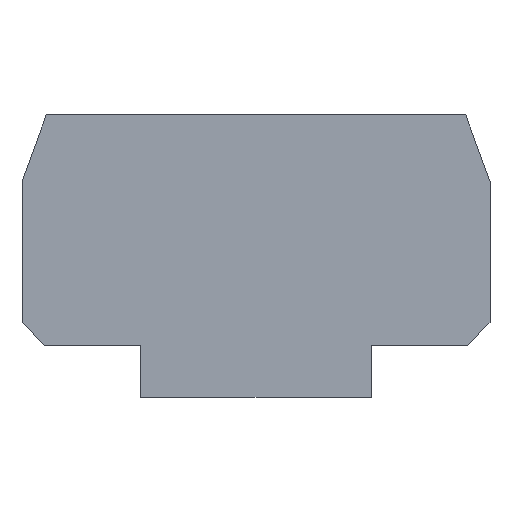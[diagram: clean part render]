
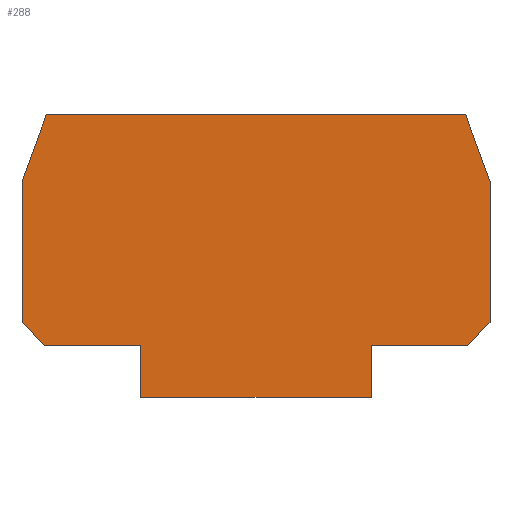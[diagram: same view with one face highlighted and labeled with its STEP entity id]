
A CAD part, top view. The second image highlights one B-rep face of the part: STEP entity #288.
In plain terms, the highlighted planar face has unit normal (0, 0, 1).
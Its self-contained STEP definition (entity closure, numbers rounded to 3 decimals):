
#9 = DIRECTION ( 'NONE',  ( 0., -1., 0. ) ) ;
#43 = VERTEX_POINT ( 'NONE', #762 ) ;
#74 = EDGE_LOOP ( 'NONE', ( #694, #537, #167, #835, #1017, #278, #500, #516, #598, #822, #378, #291 ) ) ;
#95 = VECTOR ( 'NONE', #904, 1000. ) ;
#102 = CARTESIAN_POINT ( 'NONE',  ( -15.5, 7., 1.5 ) ) ;
#113 = CARTESIAN_POINT ( 'NONE',  ( 28.5, 7., 1.5 ) ) ;
#140 = VECTOR ( 'NONE', #742, 1000. ) ;
#154 = CARTESIAN_POINT ( 'NONE',  ( -28.5, 7., 1.5 ) ) ;
#167 = ORIENTED_EDGE ( 'NONE', *, *, #385, .T. ) ;
#178 = DIRECTION ( 'NONE',  ( 0., 1., 0. ) ) ;
#179 = DIRECTION ( 'NONE',  ( 1., 0., 0. ) ) ;
#218 = LINE ( 'NONE', #1024, #328 ) ;
#246 = VERTEX_POINT ( 'NONE', #113 ) ;
#254 = CARTESIAN_POINT ( 'NONE',  ( -28.224, 38., 1.5 ) ) ;
#258 = LINE ( 'NONE', #254, #704 ) ;
#265 = LINE ( 'NONE', #1074, #974 ) ;
#278 = ORIENTED_EDGE ( 'NONE', *, *, #801, .T. ) ;
#283 = VERTEX_POINT ( 'NONE', #793 ) ;
#286 = DIRECTION ( 'NONE',  ( 0., 0., -1. ) ) ;
#288 = ADVANCED_FACE ( 'NONE', ( #918 ), #461, .F. ) ;
#291 = ORIENTED_EDGE ( 'NONE', *, *, #642, .T. ) ;
#326 = VECTOR ( 'NONE', #178, 1000. ) ;
#327 = EDGE_CURVE ( 'NONE', #728, #812, #655, .T. ) ;
#328 = VECTOR ( 'NONE', #179, 1000. ) ;
#332 = CARTESIAN_POINT ( 'NONE',  ( 31.5, 29., 1.5 ) ) ;
#336 = CARTESIAN_POINT ( 'NONE',  ( -31.5, 10., 1.5 ) ) ;
#344 = EDGE_CURVE ( 'NONE', #639, #246, #218, .T. ) ;
#347 = CARTESIAN_POINT ( 'NONE',  ( 28.224, 38., 1.5 ) ) ;
#378 = ORIENTED_EDGE ( 'NONE', *, *, #980, .T. ) ;
#384 = CARTESIAN_POINT ( 'NONE',  ( 15.5, 0., 1.5 ) ) ;
#385 = EDGE_CURVE ( 'NONE', #43, #728, #746, .T. ) ;
#392 = AXIS2_PLACEMENT_3D ( 'NONE', #880, #286, #548 ) ;
#414 = LINE ( 'NONE', #154, #869 ) ;
#418 = CARTESIAN_POINT ( 'NONE',  ( -15.5, 7., 1.5 ) ) ;
#427 = CARTESIAN_POINT ( 'NONE',  ( -15.5, 0., 1.5 ) ) ;
#461 = PLANE ( 'NONE',  #392 ) ;
#476 = CARTESIAN_POINT ( 'NONE',  ( 31.5, 10., 1.5 ) ) ;
#489 = CARTESIAN_POINT ( 'NONE',  ( 15.5, 7., 1.5 ) ) ;
#500 = ORIENTED_EDGE ( 'NONE', *, *, #344, .T. ) ;
#503 = EDGE_CURVE ( 'NONE', #812, #911, #1066, .T. ) ;
#507 = DIRECTION ( 'NONE',  ( 0., 1., 0. ) ) ;
#516 = ORIENTED_EDGE ( 'NONE', *, *, #585, .T. ) ;
#529 = VERTEX_POINT ( 'NONE', #476 ) ;
#537 = ORIENTED_EDGE ( 'NONE', *, *, #879, .T. ) ;
#548 = DIRECTION ( 'NONE',  ( -1., 0., 0. ) ) ;
#550 = LINE ( 'NONE', #808, #95 ) ;
#585 = EDGE_CURVE ( 'NONE', #246, #529, #550, .T. ) ;
#598 = ORIENTED_EDGE ( 'NONE', *, *, #739, .T. ) ;
#614 = VECTOR ( 'NONE', #1070, 1000. ) ;
#639 = VERTEX_POINT ( 'NONE', #489 ) ;
#642 = EDGE_CURVE ( 'NONE', #283, #907, #265, .T. ) ;
#651 = CARTESIAN_POINT ( 'NONE',  ( -31.5, 7., 1.5 ) ) ;
#655 = LINE ( 'NONE', #975, #779 ) ;
#657 = CARTESIAN_POINT ( 'NONE',  ( 28.224, 38., 1.5 ) ) ;
#694 = ORIENTED_EDGE ( 'NONE', *, *, #861, .T. ) ;
#704 = VECTOR ( 'NONE', #752, 1000. ) ;
#715 = DIRECTION ( 'NONE',  ( 1., 0., 0. ) ) ;
#717 = VERTEX_POINT ( 'NONE', #833 ) ;
#719 = VECTOR ( 'NONE', #1032, 1000. ) ;
#728 = VERTEX_POINT ( 'NONE', #418 ) ;
#737 = DIRECTION ( 'NONE',  ( -0.342, -0.94, 0. ) ) ;
#738 = DIRECTION ( 'NONE',  ( 0.707, -0.707, 0. ) ) ;
#739 = EDGE_CURVE ( 'NONE', #529, #717, #1037, .T. ) ;
#742 = DIRECTION ( 'NONE',  ( -0.342, 0.94, 0. ) ) ;
#746 = LINE ( 'NONE', #102, #719 ) ;
#752 = DIRECTION ( 'NONE',  ( -1., 0., 0. ) ) ;
#762 = CARTESIAN_POINT ( 'NONE',  ( -28.5, 7., 1.5 ) ) ;
#763 = CARTESIAN_POINT ( 'NONE',  ( 15.5, 7., 1.5 ) ) ;
#779 = VECTOR ( 'NONE', #9, 1000. ) ;
#793 = CARTESIAN_POINT ( 'NONE',  ( -28.224, 38., 1.5 ) ) ;
#801 = EDGE_CURVE ( 'NONE', #911, #639, #1000, .T. ) ;
#803 = VECTOR ( 'NONE', #507, 1000. ) ;
#808 = CARTESIAN_POINT ( 'NONE',  ( 31.5, 10., 1.5 ) ) ;
#812 = VERTEX_POINT ( 'NONE', #427 ) ;
#814 = VECTOR ( 'NONE', #715, 1000. ) ;
#821 = VERTEX_POINT ( 'NONE', #347 ) ;
#822 = ORIENTED_EDGE ( 'NONE', *, *, #899, .T. ) ;
#833 = CARTESIAN_POINT ( 'NONE',  ( 31.5, 29., 1.5 ) ) ;
#835 = ORIENTED_EDGE ( 'NONE', *, *, #327, .T. ) ;
#837 = LINE ( 'NONE', #651, #614 ) ;
#861 = EDGE_CURVE ( 'NONE', #907, #988, #837, .T. ) ;
#869 = VECTOR ( 'NONE', #738, 1000. ) ;
#879 = EDGE_CURVE ( 'NONE', #988, #43, #414, .T. ) ;
#880 = CARTESIAN_POINT ( 'NONE',  ( 0., 0., 1.5 ) ) ;
#899 = EDGE_CURVE ( 'NONE', #717, #821, #1064, .T. ) ;
#904 = DIRECTION ( 'NONE',  ( 0.707, 0.707, 0. ) ) ;
#907 = VERTEX_POINT ( 'NONE', #925 ) ;
#911 = VERTEX_POINT ( 'NONE', #1002 ) ;
#918 = FACE_OUTER_BOUND ( 'NONE', #74, .T. ) ;
#925 = CARTESIAN_POINT ( 'NONE',  ( -31.5, 29., 1.5 ) ) ;
#974 = VECTOR ( 'NONE', #737, 1000. ) ;
#975 = CARTESIAN_POINT ( 'NONE',  ( -15.5, 0., 1.5 ) ) ;
#980 = EDGE_CURVE ( 'NONE', #821, #283, #258, .T. ) ;
#988 = VERTEX_POINT ( 'NONE', #336 ) ;
#1000 = LINE ( 'NONE', #763, #326 ) ;
#1002 = CARTESIAN_POINT ( 'NONE',  ( 15.5, 0., 1.5 ) ) ;
#1017 = ORIENTED_EDGE ( 'NONE', *, *, #503, .T. ) ;
#1024 = CARTESIAN_POINT ( 'NONE',  ( 31.5, 7., 1.5 ) ) ;
#1032 = DIRECTION ( 'NONE',  ( 1., 0., 0. ) ) ;
#1037 = LINE ( 'NONE', #332, #803 ) ;
#1064 = LINE ( 'NONE', #657, #140 ) ;
#1066 = LINE ( 'NONE', #384, #814 ) ;
#1070 = DIRECTION ( 'NONE',  ( 0., -1., 0. ) ) ;
#1074 = CARTESIAN_POINT ( 'NONE',  ( -31.5, 29., 1.5 ) ) ;
